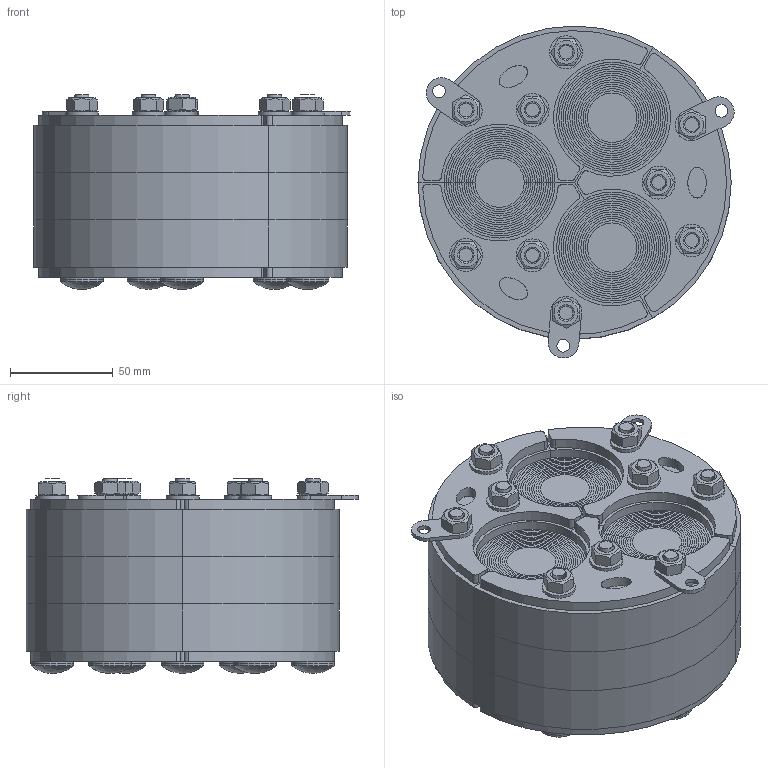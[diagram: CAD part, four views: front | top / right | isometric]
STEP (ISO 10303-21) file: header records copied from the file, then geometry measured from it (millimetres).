
FILE_DESCRIPTION(/* description */ (''),/* implementation_level */ '2;1');
FILE_NAME(/* name */ 'H3 153 UG.stp',/* time_stamp */ '2023-01-16T16:42:53+01:00',/* author */ ('se-larlar'),/* organization */ (''),/* preprocessor_version */ 'ST-DEVELOPER v18.1',/* originating_system */ 'Autodesk Inventor 2021',/* authorisation */ '');
FILE_SCHEMA (('AUTOMOTIVE_DESIGN { 1 0 10303 214 3 1 1 }'));
Length unit declared in the file: millimetre
Products named in the file (1): 100-239129_Shrinkwrap_1
Bounding box: 153.88 x 161.63 x 94.77 mm (x, y, z)
Volume: 1317204.6 mm3; surface area: 332665.6 mm2
Topology: 60 solids, 60 shells, 1065 faces, 2424 edges, 1488 vertices
Faces by surface type: plane 708, cylinder 261, cone 81, sphere 9, bspline 6
Full cylindrical faces by diameter (mm): 6.2 x3, 6.647 x9, 7.6 x27, 8 x9, 8.2 x3, 8.4 x6, 16 x6, 20.65 x9, 20.7 x9, 24 x3
Entity records: 30820 total; most frequent: CARTESIAN_POINT 5440, DIRECTION 5144, ORIENTED_EDGE 4848, EDGE_CURVE 2424, AXIS2_PLACEMENT_3D 1840, VERTEX_POINT 1488, LINE 1464, VECTOR 1464
